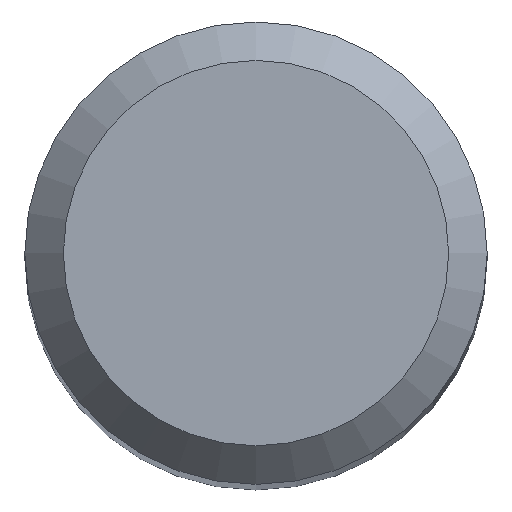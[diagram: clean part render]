
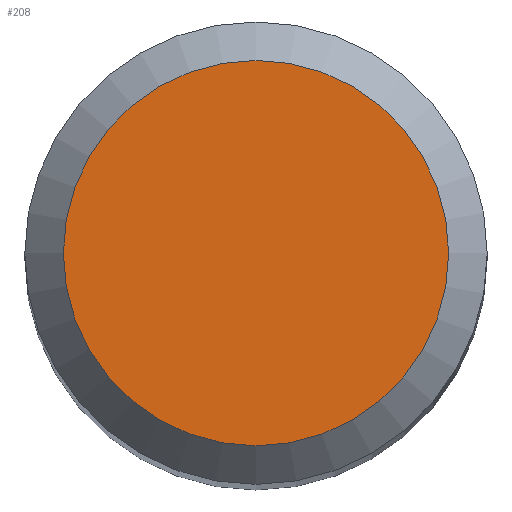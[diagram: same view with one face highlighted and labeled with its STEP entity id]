
A CAD part, top view. The second image highlights one B-rep face of the part: STEP entity #208.
In plain terms, the highlighted planar face has unit normal (0, 0, 1).
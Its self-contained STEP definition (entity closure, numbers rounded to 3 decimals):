
#4 = EDGE_LOOP ( 'NONE', ( #42 ) ) ;
#5 = DIRECTION ( 'NONE',  ( 0., 0., -1. ) ) ;
#42 = ORIENTED_EDGE ( 'NONE', *, *, #59, .F. ) ;
#59 = EDGE_CURVE ( 'NONE', #212, #212, #112, .T. ) ;
#62 = DIRECTION ( 'NONE',  ( 0., 1., 0. ) ) ;
#83 = PLANE ( 'NONE',  #128 ) ;
#112 = CIRCLE ( 'NONE', #134, 2.5 ) ;
#124 = DIRECTION ( 'NONE',  ( 0., 0., -1. ) ) ;
#128 = AXIS2_PLACEMENT_3D ( 'NONE', #155, #5, #191 ) ;
#130 = FACE_OUTER_BOUND ( 'NONE', #4, .T. ) ;
#134 = AXIS2_PLACEMENT_3D ( 'NONE', #168, #124, #62 ) ;
#143 = CARTESIAN_POINT ( 'NONE',  ( 0., 2.5, 57. ) ) ;
#155 = CARTESIAN_POINT ( 'NONE',  ( 0., 0., 57. ) ) ;
#168 = CARTESIAN_POINT ( 'NONE',  ( 0., 0., 57. ) ) ;
#191 = DIRECTION ( 'NONE',  ( 0., 1., 0. ) ) ;
#208 = ADVANCED_FACE ( 'NONE', ( #130 ), #83, .F. ) ;
#212 = VERTEX_POINT ( 'NONE', #143 ) ;
